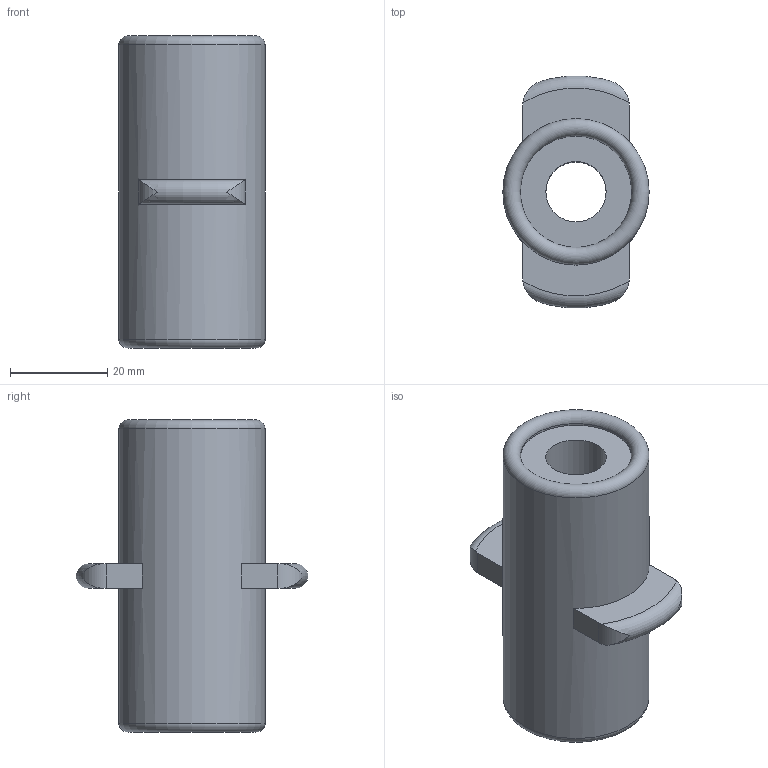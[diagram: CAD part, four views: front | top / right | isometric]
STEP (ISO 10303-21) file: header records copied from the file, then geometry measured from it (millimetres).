
FILE_DESCRIPTION(/* description */ ('STEP AP214'),/* implementation_level */ '2;1');
FILE_NAME(/* name */ '8117430_VAVC-Q2-M22C-15-S1',/* time_stamp */ '2024-09-16T09:37:11+02:00',/* author */ ('License CC BY-ND 4.0'),/* organization */ ('CADENAS'),/* preprocessor_version */ 'ST-DEVELOPER v19.3',/* originating_system */ 'PARTsolutions',/* authorisation */ ' ');
FILE_SCHEMA (('AUTOMOTIVE_DESIGN {1 0 10303 214 3 1 1}'));
Length unit declared in the file: millimetre
Products named in the file (1): 8117430 VAVC-Q2-M22C-15-S1
Bounding box: 30.1 x 47.66 x 64.2 mm (x, y, z)
Volume: 38344.1 mm3; surface area: 10544.3 mm2
Topology: 1 solids, 1 shells, 22 faces, 54 edges, 36 vertices
Faces by surface type: plane 10, cylinder 8, torus 4
Full cylindrical faces by diameter (mm): 12.4 x1, 22.9 x2, 30.1 x1
Entity records: 690 total; most frequent: CARTESIAN_POINT 147, DIRECTION 110, ORIENTED_EDGE 96, EDGE_CURVE 48, AXIS2_PLACEMENT_3D 47, VERTEX_POINT 36, EDGE_LOOP 32, FACE_BOUND 32
